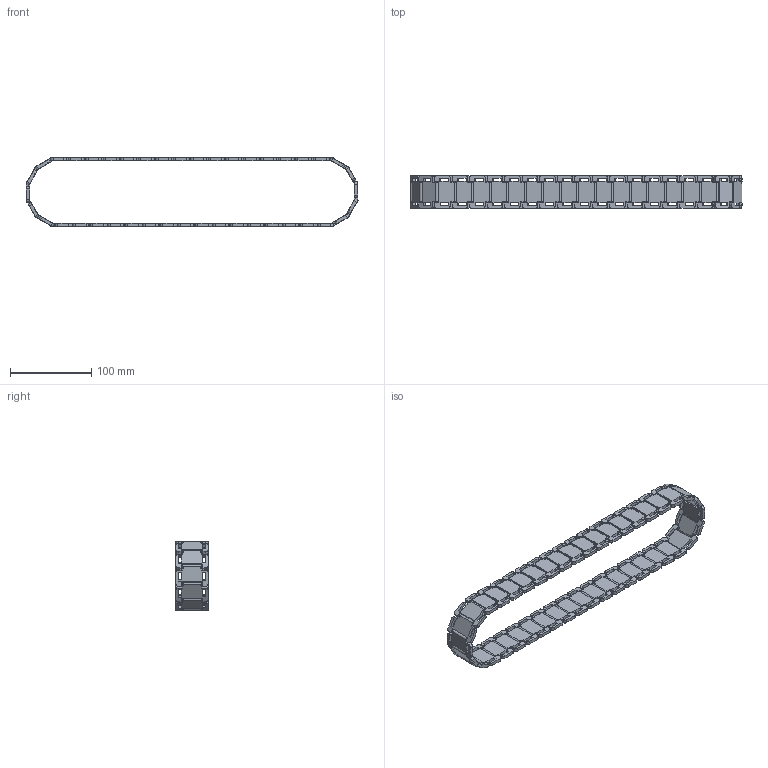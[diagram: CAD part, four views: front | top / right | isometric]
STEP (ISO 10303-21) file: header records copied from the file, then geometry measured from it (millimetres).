
FILE_DESCRIPTION(/* description */ (''),/* implementation_level */ '2;1');
FILE_NAME(/* name */ 'Cadena Oruga.step',/* time_stamp */ '2025-12-10T13:12:37-03:00',/* author */ (''),/* organization */ (''),/* preprocessor_version */ 'ST-DEVELOPER v20.1',/* originating_system */ 'Autodesk Translation Framework v14.21.0.0',/* authorisation */ '');
FILE_SCHEMA (('AUTOMOTIVE_DESIGN { 1 0 10303 214 3 1 1 }'));
Length unit declared in the file: millimetre
Products named in the file (44): Cadena Oruga; Eslabón; Eslabón_1; Eslabón_2; Eslabón_3; Eslabón_4; Eslabón_5; Eslabón_6; Eslabón_7; Eslabón_8; Eslabón_9; Eslabón_10; Eslabón_11; Eslabón_12; Eslabón_13; Eslabón_14; Eslabón_15; Eslabón_16; Eslabón_17; Eslabón_18; Eslabón_19; Eslabón_20; Eslabón_21; Eslabón_22; Eslabón_23; Eslabón_24; Eslabón_25; Eslabón_26; Eslabón_27; Eslabón_28; Eslabón_29; Eslabón_30; Eslabón_31; Eslabón_32; Eslabón_33; Eslabón_34; Eslabón_35; Eslabón_36; Eslabón_37; Eslabón_38 ...
Assembly tree (84 placements, depth 3):
  Cadena Oruga
    Eslabón
      Eslabón_42
    Eslabón_1
      Eslabón_42
    Eslabón_2
      Eslabón_42
    Eslabón_3
      Eslabón_42
    Eslabón_4
      Eslabón_42
    Eslabón_5
      Eslabón_42
    Eslabón_6
      Eslabón_42
    Eslabón_7
      Eslabón_42
    Eslabón_8
      Eslabón_42
    Eslabón_9
      Eslabón_42
    Eslabón_10
      Eslabón_42
    Eslabón_11
      Eslabón_42
    Eslabón_12
      Eslabón_42
    Eslabón_13
      Eslabón_42
    Eslabón_14
      Eslabón_42
    Eslabón_15
      Eslabón_42
    Eslabón_16
      Eslabón_42
    Eslabón_17
      Eslabón_42
    Eslabón_18
      Eslabón_42
    Eslabón_19
      Eslabón_42
    Eslabón_20
      Eslabón_42
    Eslabón_21
      Eslabón_42
    Eslabón_22
      Eslabón_42
    Eslabón_23
      Eslabón_42
    Eslabón_24
      Eslabón_42
    Eslabón_25
      Eslabón_42
    Eslabón_26
      Eslabón_42
    Eslabón_27
      Eslabón_42
    Eslabón_28
      Eslabón_42
    Eslabón_29
Bounding box: 407.95 x 40 x 85.45 mm (x, y, z)
Volume: 117533.6 mm3; surface area: 92740.2 mm2
Topology: 42 solids, 42 shells, 1848 faces, 5040 edges, 3360 vertices
Faces by surface type: plane 1050, cylinder 630, bspline 84, cone 84
Full cylindrical faces by diameter (mm): 2.2 x42, 3 x126
Entity records: 2756 total; most frequent: DIRECTION 500, CARTESIAN_POINT 444, ORIENTED_EDGE 240, AXIS2_PLACEMENT_3D 212, PRODUCT_DEFINITION_SHAPE 128, EDGE_CURVE 120, ITEM_DEFINED_TRANSFORMATION 84, CONTEXT_DEPENDENT_SHAPE_REPRESENTATION 84
